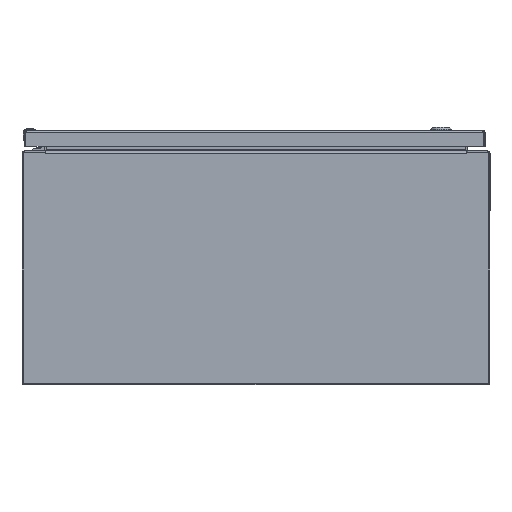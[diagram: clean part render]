
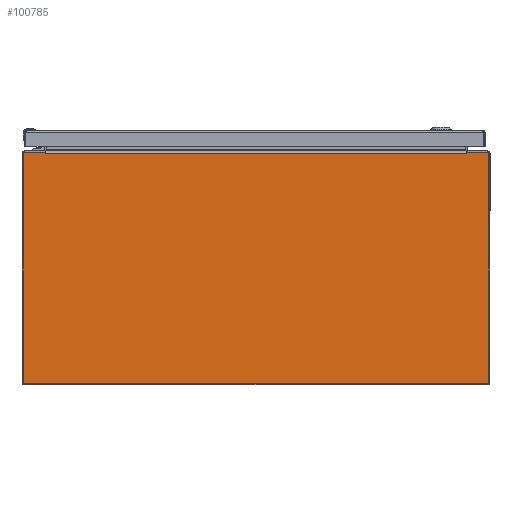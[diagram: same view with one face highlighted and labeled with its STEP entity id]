
A CAD part, front view. The second image highlights one B-rep face of the part: STEP entity #100785.
In plain terms, the highlighted planar face has unit normal (0, -1, 0).
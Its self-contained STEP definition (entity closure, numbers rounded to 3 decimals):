
#1053 = ORIENTED_EDGE ( 'NONE', *, *, #31503, .T. ) ;
#3720 = LINE ( 'NONE', #6617, #24825 ) ;
#4247 = ORIENTED_EDGE ( 'NONE', *, *, #69259, .T. ) ;
#4439 = CARTESIAN_POINT ( 'NONE',  ( 11.937, -18., 5.857 ) ) ;
#5274 = LINE ( 'NONE', #51287, #106401 ) ;
#5454 = DIRECTION ( 'NONE',  ( -1., 0., 0. ) ) ;
#6617 = CARTESIAN_POINT ( 'NONE',  ( 0., -18., 5.855 ) ) ;
#8624 = CARTESIAN_POINT ( 'NONE',  ( 10.814, -18., 5.855 ) ) ;
#9058 = DIRECTION ( 'NONE',  ( 0., 1., 0. ) ) ;
#12031 = CARTESIAN_POINT ( 'NONE',  ( 0., -18., -5.937 ) ) ;
#12598 = VECTOR ( 'NONE', #5454, 39.37 ) ;
#13398 = PLANE ( 'NONE',  #93311 ) ;
#13431 = EDGE_CURVE ( 'NONE', #56952, #122113, #60010, .T. ) ;
#14381 = CARTESIAN_POINT ( 'NONE',  ( -11.857, -18., 5.937 ) ) ;
#18852 = EDGE_CURVE ( 'NONE', #120884, #34137, #107575, .T. ) ;
#18957 = AXIS2_PLACEMENT_3D ( 'NONE', #41601, #117234, #72579 ) ;
#20635 = VERTEX_POINT ( 'NONE', #34459 ) ;
#21317 = CARTESIAN_POINT ( 'NONE',  ( -10.828, -18., 5.937 ) ) ;
#21891 = LINE ( 'NONE', #116796, #34392 ) ;
#22588 = CARTESIAN_POINT ( 'NONE',  ( 0., -18., 5.937 ) ) ;
#22873 = CARTESIAN_POINT ( 'NONE',  ( 11.857, -18., -5.937 ) ) ;
#24328 = CARTESIAN_POINT ( 'NONE',  ( -10.798, -18., 5.855 ) ) ;
#24775 = ORIENTED_EDGE ( 'NONE', *, *, #83779, .F. ) ;
#24825 = VECTOR ( 'NONE', #31698, 39.37 ) ;
#25532 = EDGE_CURVE ( 'NONE', #86718, #48766, #79968, .T. ) ;
#27973 = ORIENTED_EDGE ( 'NONE', *, *, #117667, .F. ) ;
#30143 = CARTESIAN_POINT ( 'NONE',  ( -11.857, -18., 5.857 ) ) ;
#30550 = CARTESIAN_POINT ( 'NONE',  ( 10.828, -18., 5.937 ) ) ;
#30992 = CARTESIAN_POINT ( 'NONE',  ( -11.857, -18., -5.937 ) ) ;
#31503 = EDGE_CURVE ( 'NONE', #122113, #86718, #3720, .T. ) ;
#31692 = DIRECTION ( 'NONE',  ( 0., 0., -1. ) ) ;
#31698 = DIRECTION ( 'NONE',  ( -1., 0., 0. ) ) ;
#31907 = DIRECTION ( 'NONE',  ( -1., 0., 0. ) ) ;
#32027 = DIRECTION ( 'NONE',  ( 0., -1., 0. ) ) ;
#34137 = VERTEX_POINT ( 'NONE', #21317 ) ;
#34392 = VECTOR ( 'NONE', #59775, 39.37 ) ;
#34459 = CARTESIAN_POINT ( 'NONE',  ( -11.937, -18., -5.857 ) ) ;
#38467 = DIRECTION ( 'NONE',  ( 0., 0., -1. ) ) ;
#38746 = CARTESIAN_POINT ( 'NONE',  ( 11.937, -18., -5.857 ) ) ;
#38807 = CIRCLE ( 'NONE', #68564, 0.08 ) ;
#40158 = DIRECTION ( 'NONE',  ( -1., 0., 0. ) ) ;
#40351 = EDGE_LOOP ( 'NONE', ( #113551, #104930, #46664, #27973, #24775, #69245, #110056, #78038, #45845, #4247, #106538, #1053, #106706, #121722 ) ) ;
#40757 = DIRECTION ( 'NONE',  ( 0., 1., 0. ) ) ;
#41601 = CARTESIAN_POINT ( 'NONE',  ( 11.857, -18., 5.857 ) ) ;
#45845 = ORIENTED_EDGE ( 'NONE', *, *, #72856, .F. ) ;
#46664 = ORIENTED_EDGE ( 'NONE', *, *, #68895, .F. ) ;
#46962 = DIRECTION ( 'NONE',  ( 0., 0., -1. ) ) ;
#47705 = EDGE_CURVE ( 'NONE', #111103, #85190, #81533, .T. ) ;
#48757 = VECTOR ( 'NONE', #31907, 39.37 ) ;
#48766 = VERTEX_POINT ( 'NONE', #60153 ) ;
#50161 = DIRECTION ( 'NONE',  ( 0., 0., 1. ) ) ;
#51287 = CARTESIAN_POINT ( 'NONE',  ( -10.814, -18., 5.855 ) ) ;
#51306 = CARTESIAN_POINT ( 'NONE',  ( -11.857, -18., -5.857 ) ) ;
#51768 = LINE ( 'NONE', #12031, #48757 ) ;
#56952 = VERTEX_POINT ( 'NONE', #8624 ) ;
#58742 = VERTEX_POINT ( 'NONE', #30550 ) ;
#59775 = DIRECTION ( 'NONE',  ( 1., 0., 0. ) ) ;
#60010 = LINE ( 'NONE', #86077, #76829 ) ;
#60153 = CARTESIAN_POINT ( 'NONE',  ( -10.814, -18., 5.855 ) ) ;
#60624 = DIRECTION ( 'NONE',  ( 0., 0., -1. ) ) ;
#60707 = LINE ( 'NONE', #108412, #76938 ) ;
#63871 = EDGE_CURVE ( 'NONE', #73994, #120884, #38807, .T. ) ;
#68458 = CIRCLE ( 'NONE', #18957, 0.08 ) ;
#68564 = AXIS2_PLACEMENT_3D ( 'NONE', #30143, #9058, #46962 ) ;
#68895 = EDGE_CURVE ( 'NONE', #20635, #73994, #60707, .T. ) ;
#69245 = ORIENTED_EDGE ( 'NONE', *, *, #47705, .F. ) ;
#69259 = EDGE_CURVE ( 'NONE', #58742, #56952, #69844, .T. ) ;
#69302 = CARTESIAN_POINT ( 'NONE',  ( 11.937, -18., 0. ) ) ;
#69844 = LINE ( 'NONE', #108872, #72463 ) ;
#70007 = EDGE_CURVE ( 'NONE', #93459, #111103, #97800, .T. ) ;
#72463 = VECTOR ( 'NONE', #97131, 39.37 ) ;
#72579 = DIRECTION ( 'NONE',  ( 0., 0., -1. ) ) ;
#72856 = EDGE_CURVE ( 'NONE', #58742, #98511, #21891, .T. ) ;
#72899 = CIRCLE ( 'NONE', #118414, 0.08 ) ;
#73994 = VERTEX_POINT ( 'NONE', #105706 ) ;
#76829 = VECTOR ( 'NONE', #40158, 39.37 ) ;
#76938 = VECTOR ( 'NONE', #50161, 39.37 ) ;
#78038 = ORIENTED_EDGE ( 'NONE', *, *, #84152, .F. ) ;
#78849 = CARTESIAN_POINT ( 'NONE',  ( 11.857, -18., -5.857 ) ) ;
#79968 = LINE ( 'NONE', #82415, #12598 ) ;
#81250 = VERTEX_POINT ( 'NONE', #30992 ) ;
#81533 = CIRCLE ( 'NONE', #97380, 0.08 ) ;
#82415 = CARTESIAN_POINT ( 'NONE',  ( 0., -18., 5.855 ) ) ;
#83779 = EDGE_CURVE ( 'NONE', #85190, #81250, #51768, .T. ) ;
#84152 = EDGE_CURVE ( 'NONE', #98511, #93459, #68458, .T. ) ;
#85190 = VERTEX_POINT ( 'NONE', #22873 ) ;
#86077 = CARTESIAN_POINT ( 'NONE',  ( 10.806, -18., 5.855 ) ) ;
#86718 = VERTEX_POINT ( 'NONE', #24328 ) ;
#87884 = FACE_OUTER_BOUND ( 'NONE', #40351, .T. ) ;
#89804 = VECTOR ( 'NONE', #60624, 39.37 ) ;
#93311 = AXIS2_PLACEMENT_3D ( 'NONE', #108919, #32027, #116398 ) ;
#93459 = VERTEX_POINT ( 'NONE', #4439 ) ;
#97131 = DIRECTION ( 'NONE',  ( -0.174, 0., -0.985 ) ) ;
#97380 = AXIS2_PLACEMENT_3D ( 'NONE', #78849, #104315, #31692 ) ;
#97800 = LINE ( 'NONE', #69302, #89804 ) ;
#98279 = DIRECTION ( 'NONE',  ( 1., 0., 0. ) ) ;
#98511 = VERTEX_POINT ( 'NONE', #100051 ) ;
#100051 = CARTESIAN_POINT ( 'NONE',  ( 11.857, -18., 5.937 ) ) ;
#100785 = ADVANCED_FACE ( 'NONE', ( #87884 ), #13398, .T. ) ;
#102851 = VECTOR ( 'NONE', #98279, 39.37 ) ;
#104315 = DIRECTION ( 'NONE',  ( 0., 1., 0. ) ) ;
#104930 = ORIENTED_EDGE ( 'NONE', *, *, #63871, .F. ) ;
#105706 = CARTESIAN_POINT ( 'NONE',  ( -11.937, -18., 5.857 ) ) ;
#106401 = VECTOR ( 'NONE', #116391, 39.37 ) ;
#106538 = ORIENTED_EDGE ( 'NONE', *, *, #13431, .T. ) ;
#106706 = ORIENTED_EDGE ( 'NONE', *, *, #25532, .T. ) ;
#107575 = LINE ( 'NONE', #22588, #102851 ) ;
#108412 = CARTESIAN_POINT ( 'NONE',  ( -11.937, -18., 0. ) ) ;
#108872 = CARTESIAN_POINT ( 'NONE',  ( 10.828, -18., 5.937 ) ) ;
#108919 = CARTESIAN_POINT ( 'NONE',  ( 0., -18., 0. ) ) ;
#110056 = ORIENTED_EDGE ( 'NONE', *, *, #70007, .F. ) ;
#111103 = VERTEX_POINT ( 'NONE', #38746 ) ;
#113551 = ORIENTED_EDGE ( 'NONE', *, *, #18852, .F. ) ;
#113995 = EDGE_CURVE ( 'NONE', #48766, #34137, #5274, .T. ) ;
#115140 = CARTESIAN_POINT ( 'NONE',  ( 10.798, -18., 5.855 ) ) ;
#116391 = DIRECTION ( 'NONE',  ( -0.174, 0., 0.985 ) ) ;
#116398 = DIRECTION ( 'NONE',  ( 0., 0., -1. ) ) ;
#116796 = CARTESIAN_POINT ( 'NONE',  ( 0., -18., 5.937 ) ) ;
#117234 = DIRECTION ( 'NONE',  ( 0., 1., 0. ) ) ;
#117667 = EDGE_CURVE ( 'NONE', #81250, #20635, #72899, .T. ) ;
#118414 = AXIS2_PLACEMENT_3D ( 'NONE', #51306, #40757, #38467 ) ;
#120884 = VERTEX_POINT ( 'NONE', #14381 ) ;
#121722 = ORIENTED_EDGE ( 'NONE', *, *, #113995, .T. ) ;
#122113 = VERTEX_POINT ( 'NONE', #115140 ) ;
